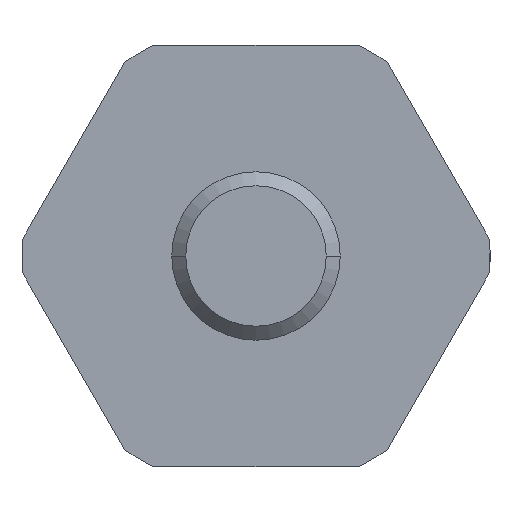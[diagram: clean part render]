
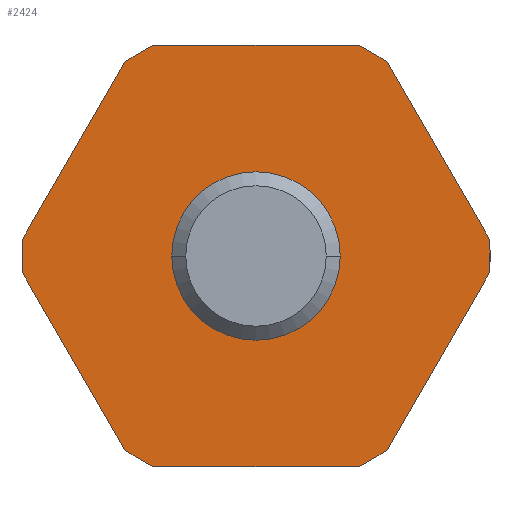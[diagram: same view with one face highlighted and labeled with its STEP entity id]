
A CAD part, front view. The second image highlights one B-rep face of the part: STEP entity #2424.
In plain terms, the highlighted planar face has unit normal (0, -1, 0).
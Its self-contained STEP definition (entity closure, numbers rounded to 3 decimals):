
#1=DIRECTION('',(0.5,0.,-0.866));
#2=VECTOR('',#1,43.589);
#3=CARTESIAN_POINT('',(-49.868,0.,-3.625));
#4=LINE('',#3,#2);
#5=DIRECTION('',(0.5,0.,0.866));
#6=VECTOR('',#5,43.589);
#7=CARTESIAN_POINT('',(-49.868,0.,3.625));
#8=LINE('',#7,#6);
#9=CARTESIAN_POINT('',(0.,0.,0.));
#10=DIRECTION('',(0.,1.,0.));
#11=DIRECTION('',(-0.561,0.,0.827));
#12=AXIS2_PLACEMENT_3D('',#9,#10,#11);
#14=DIRECTION('',(-1.,0.,0.));
#15=VECTOR('',#14,43.589);
#16=CARTESIAN_POINT('',(21.794,0.,45.));
#17=LINE('',#16,#15);
#18=CARTESIAN_POINT('',(0.,0.,0.));
#19=DIRECTION('',(0.,1.,0.));
#20=DIRECTION('',(0.436,0.,0.9));
#21=AXIS2_PLACEMENT_3D('',#18,#19,#20);
#23=DIRECTION('',(-0.5,0.,0.866));
#24=VECTOR('',#23,43.589);
#25=CARTESIAN_POINT('',(49.868,0.,3.625));
#26=LINE('',#25,#24);
#27=DIRECTION('',(-0.5,0.,-0.866));
#28=VECTOR('',#27,43.589);
#29=CARTESIAN_POINT('',(49.868,0.,-3.625));
#30=LINE('',#29,#28);
#31=CARTESIAN_POINT('',(0.,0.,0.));
#32=DIRECTION('',(0.,1.,0.));
#33=DIRECTION('',(0.561,0.,-0.827));
#34=AXIS2_PLACEMENT_3D('',#31,#32,#33);
#36=DIRECTION('',(1.,0.,0.));
#37=VECTOR('',#36,43.589);
#38=CARTESIAN_POINT('',(-21.794,0.,-45.));
#39=LINE('',#38,#37);
#40=CARTESIAN_POINT('',(0.,0.,0.));
#41=DIRECTION('',(0.,1.,0.));
#42=DIRECTION('',(-0.436,0.,-0.9));
#43=AXIS2_PLACEMENT_3D('',#40,#41,#42);
#45=CARTESIAN_POINT('',(0.,0.,0.));
#46=DIRECTION('',(0.,-1.,0.));
#47=DIRECTION('',(1.,0.,0.));
#48=AXIS2_PLACEMENT_3D('',#45,#46,#47);
#50=CARTESIAN_POINT('',(0.,0.,0.));
#51=DIRECTION('',(0.,-1.,0.));
#52=DIRECTION('',(-1.,0.,0.));
#53=AXIS2_PLACEMENT_3D('',#50,#51,#52);
#68=CARTESIAN_POINT('',(0.,0.,0.));
#69=DIRECTION('',(0.,-1.,0.));
#70=DIRECTION('',(-0.997,0.,0.073));
#71=AXIS2_PLACEMENT_3D('',#68,#69,#70);
#73=CARTESIAN_POINT('',(0.,0.,0.));
#74=DIRECTION('',(0.,-1.,0.));
#75=DIRECTION('',(0.997,0.,-0.073));
#76=AXIS2_PLACEMENT_3D('',#73,#74,#75);
#1799=CARTESIAN_POINT('',(-49.868,0.,-3.625));
#1800=CARTESIAN_POINT('',(-28.074,0.,-41.375));
#1801=VERTEX_POINT('',#1799);
#1802=VERTEX_POINT('',#1800);
#1803=CARTESIAN_POINT('',(-21.794,0.,-45.));
#1804=CARTESIAN_POINT('',(21.794,0.,-45.));
#1805=VERTEX_POINT('',#1803);
#1806=VERTEX_POINT('',#1804);
#1807=CARTESIAN_POINT('',(49.868,0.,-3.625));
#1808=CARTESIAN_POINT('',(28.074,0.,-41.375));
#1809=VERTEX_POINT('',#1807);
#1810=VERTEX_POINT('',#1808);
#1811=CARTESIAN_POINT('',(49.868,0.,3.625));
#1812=CARTESIAN_POINT('',(28.074,0.,41.375));
#1813=VERTEX_POINT('',#1811);
#1814=VERTEX_POINT('',#1812);
#1815=CARTESIAN_POINT('',(21.794,0.,45.));
#1816=CARTESIAN_POINT('',(-21.794,0.,45.));
#1817=VERTEX_POINT('',#1815);
#1818=VERTEX_POINT('',#1816);
#1819=CARTESIAN_POINT('',(-49.868,0.,3.625));
#1820=CARTESIAN_POINT('',(-28.074,0.,41.375));
#1821=VERTEX_POINT('',#1819);
#1822=VERTEX_POINT('',#1820);
#1915=CARTESIAN_POINT('',(15.15,0.,0.));
#1916=CARTESIAN_POINT('',(-15.15,0.,0.));
#1917=VERTEX_POINT('',#1915);
#1918=VERTEX_POINT('',#1916);
#2387=CARTESIAN_POINT('',(0.,0.,0.));
#2388=DIRECTION('',(0.,1.,0.));
#2389=DIRECTION('',(1.,0.,0.));
#2390=AXIS2_PLACEMENT_3D('',#2387,#2388,#2389);
#2391=PLANE('',#2390);
#2393=ORIENTED_EDGE('',*,*,#2392,.F.);
#2395=ORIENTED_EDGE('',*,*,#2394,.F.);
#2397=ORIENTED_EDGE('',*,*,#2396,.T.);
#2399=ORIENTED_EDGE('',*,*,#2398,.T.);
#2401=ORIENTED_EDGE('',*,*,#2400,.F.);
#2403=ORIENTED_EDGE('',*,*,#2402,.T.);
#2405=ORIENTED_EDGE('',*,*,#2404,.F.);
#2407=ORIENTED_EDGE('',*,*,#2406,.F.);
#2409=ORIENTED_EDGE('',*,*,#2408,.T.);
#2411=ORIENTED_EDGE('',*,*,#2410,.T.);
#2413=ORIENTED_EDGE('',*,*,#2412,.F.);
#2415=ORIENTED_EDGE('',*,*,#2414,.T.);
#2416=EDGE_LOOP('',(#2393,#2395,#2397,#2399,#2401,#2403,#2405,#2407,#2409,#2411,
#2413,#2415));
#2417=FACE_OUTER_BOUND('',#2416,.F.);
#2419=ORIENTED_EDGE('',*,*,#2418,.T.);
#2421=ORIENTED_EDGE('',*,*,#2420,.T.);
#2422=EDGE_LOOP('',(#2419,#2421));
#2423=FACE_BOUND('',#2422,.F.);
#2424=ADVANCED_FACE('',(#2417,#2423),#2391,.F.);
#13=CIRCLE('',#12,50.);
#22=CIRCLE('',#21,50.);
#35=CIRCLE('',#34,50.);
#44=CIRCLE('',#43,50.);
#49=CIRCLE('',#48,15.15);
#54=CIRCLE('',#53,15.15);
#72=CIRCLE('',#71,50.);
#77=CIRCLE('',#76,50.);
#2392=EDGE_CURVE('',#1801,#1802,#4,.T.);
#2394=EDGE_CURVE('',#1821,#1801,#72,.T.);
#2396=EDGE_CURVE('',#1821,#1822,#8,.T.);
#2398=EDGE_CURVE('',#1822,#1818,#13,.T.);
#2400=EDGE_CURVE('',#1817,#1818,#17,.T.);
#2402=EDGE_CURVE('',#1817,#1814,#22,.T.);
#2404=EDGE_CURVE('',#1813,#1814,#26,.T.);
#2406=EDGE_CURVE('',#1809,#1813,#77,.T.);
#2408=EDGE_CURVE('',#1809,#1810,#30,.T.);
#2410=EDGE_CURVE('',#1810,#1806,#35,.T.);
#2412=EDGE_CURVE('',#1805,#1806,#39,.T.);
#2414=EDGE_CURVE('',#1805,#1802,#44,.T.);
#2418=EDGE_CURVE('',#1917,#1918,#49,.T.);
#2420=EDGE_CURVE('',#1918,#1917,#54,.T.);
